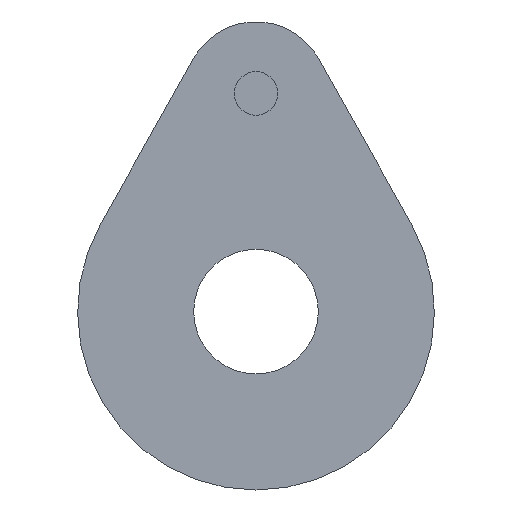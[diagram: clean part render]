
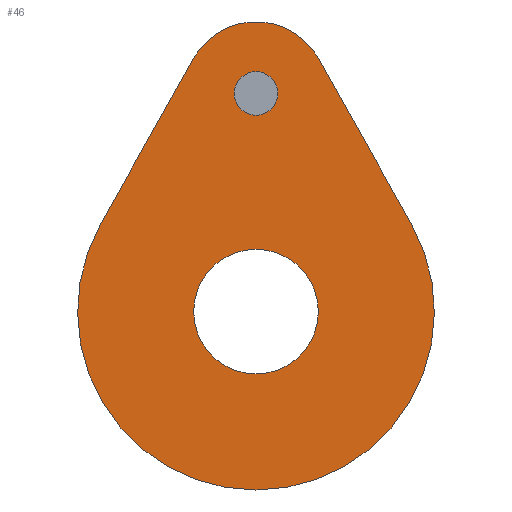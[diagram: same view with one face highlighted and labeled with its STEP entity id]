
A CAD part, left-side view. The second image highlights one B-rep face of the part: STEP entity #46.
In plain terms, the highlighted planar face has unit normal (-1, 0, 0).
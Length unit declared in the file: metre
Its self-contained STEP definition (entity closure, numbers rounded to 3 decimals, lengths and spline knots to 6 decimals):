
#46 = ADVANCED_FACE( '', ( #97, #98, #99 ), #100, .F. );
#97 = FACE_BOUND( '', #148, .T. );
#98 = FACE_OUTER_BOUND( '', #149, .T. );
#99 = FACE_BOUND( '', #150, .T. );
#100 = PLANE( '', #151 );
#148 = EDGE_LOOP( '', ( #206 ) );
#149 = EDGE_LOOP( '', ( #207, #208, #209, #210 ) );
#150 = EDGE_LOOP( '', ( #211 ) );
#151 = AXIS2_PLACEMENT_3D( '', #212, #213, #214 );
#206 = ORIENTED_EDGE( '', *, *, #260, .T. );
#207 = ORIENTED_EDGE( '', *, *, #274, .F. );
#208 = ORIENTED_EDGE( '', *, *, #275, .T. );
#209 = ORIENTED_EDGE( '', *, *, #276, .F. );
#210 = ORIENTED_EDGE( '', *, *, #277, .F. );
#211 = ORIENTED_EDGE( '', *, *, #278, .F. );
#212 = CARTESIAN_POINT( '', ( 0.144799, 2.712798, 0.855072 ) );
#213 = DIRECTION( '', ( 1., 0., 0. ) );
#214 = DIRECTION( '', ( 0., -1., 0. ) );
#260 = EDGE_CURVE( '', #292, #292, #293, .T. );
#274 = EDGE_CURVE( '', #315, #316, #317, .T. );
#275 = EDGE_CURVE( '', #315, #318, #319, .T. );
#276 = EDGE_CURVE( '', #320, #318, #321, .T. );
#277 = EDGE_CURVE( '', #316, #320, #322, .T. );
#278 = EDGE_CURVE( '', #323, #323, #324, .F. );
#292 = VERTEX_POINT( '', #338 );
#293 = CIRCLE( '', #339, 0.004445 );
#315 = VERTEX_POINT( '', #363 );
#316 = VERTEX_POINT( '', #364 );
#317 = CIRCLE( '', #365, 0.014605 );
#318 = VERTEX_POINT( '', #366 );
#319 = LINE( '', #367, #368 );
#320 = VERTEX_POINT( '', #369 );
#321 = CIRCLE( '', #370, 0.03635 );
#322 = LINE( '', #371, #372 );
#323 = VERTEX_POINT( '', #373 );
#324 = CIRCLE( '', #374, 0.0127 );
#338 = CARTESIAN_POINT( '', ( 0.144799, 2.708353, 0.888169 ) );
#339 = AXIS2_PLACEMENT_3D( '', #392, #393, #394 );
#363 = CARTESIAN_POINT( '', ( 0.144799, 2.725536, 0.895314 ) );
#364 = CARTESIAN_POINT( '', ( 0.144799, 2.70006, 0.895314 ) );
#365 = AXIS2_PLACEMENT_3D( '', #415, #416, #417 );
#366 = CARTESIAN_POINT( '', ( 0.144799, 2.744501, 0.861502 ) );
#367 = CARTESIAN_POINT( '', ( 0.144799, 2.735019, 0.878408 ) );
#368 = VECTOR( '', #418, 1. );
#369 = CARTESIAN_POINT( '', ( 0.144799, 2.681095, 0.861502 ) );
#370 = AXIS2_PLACEMENT_3D( '', #419, #420, #421 );
#371 = CARTESIAN_POINT( '', ( 0.144799, 2.690577, 0.878408 ) );
#372 = VECTOR( '', #422, 1. );
#373 = CARTESIAN_POINT( '', ( 0.144799, 2.725498, 0.843719 ) );
#374 = AXIS2_PLACEMENT_3D( '', #423, #424, #425 );
#392 = CARTESIAN_POINT( '', ( 0.144799, 2.712798, 0.888169 ) );
#393 = DIRECTION( '', ( 1., 0., 0. ) );
#394 = DIRECTION( '', ( 0., -1., 0. ) );
#415 = CARTESIAN_POINT( '', ( 0.144799, 2.712798, 0.888169 ) );
#416 = DIRECTION( '', ( 1., 0., 0. ) );
#417 = DIRECTION( '', ( 0., -1., 0. ) );
#418 = DIRECTION( '', ( 0., 0.489, -0.872 ) );
#419 = CARTESIAN_POINT( '', ( 0.144799, 2.712798, 0.843719 ) );
#420 = DIRECTION( '', ( 1., 0., 0. ) );
#421 = DIRECTION( '', ( 0., -1., 0. ) );
#422 = DIRECTION( '', ( 0., -0.489, -0.872 ) );
#423 = CARTESIAN_POINT( '', ( 0.144799, 2.712798, 0.843719 ) );
#424 = DIRECTION( '', ( 1., 0., 0. ) );
#425 = DIRECTION( '', ( 0., 1., 0. ) );
